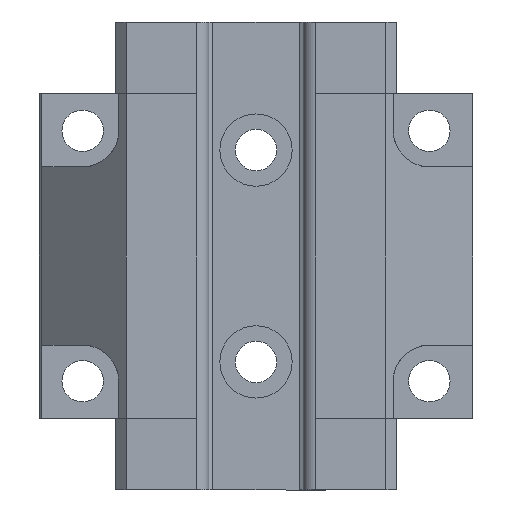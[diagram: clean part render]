
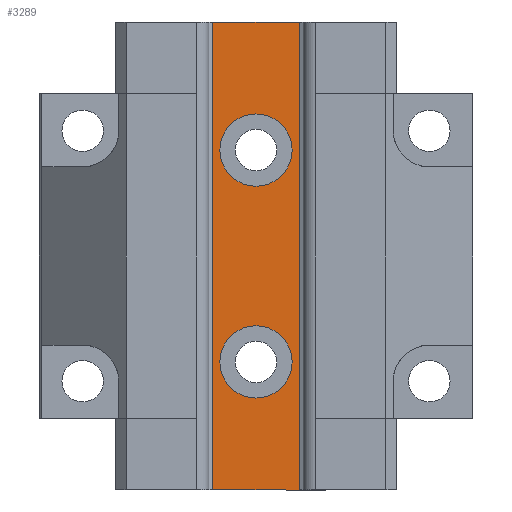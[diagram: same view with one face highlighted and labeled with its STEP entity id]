
A CAD part, front view. The second image highlights one B-rep face of the part: STEP entity #3289.
In plain terms, the highlighted planar face has unit normal (0, -1, 0).
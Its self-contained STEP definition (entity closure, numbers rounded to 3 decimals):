
#2920 = EDGE_CURVE ( 'NONE', #10251, #10252, #7403, .T. ) ;
#2937 = EDGE_CURVE ( 'NONE', #10256, #10251, #7425, .T. ) ;
#2939 = EDGE_CURVE ( 'NONE', #10252, #10253, #7440, .T. ) ;
#2940 = EDGE_CURVE ( 'NONE', #10253, #10256, #7433, .T. ) ;
#2942 = EDGE_CURVE ( 'NONE', #9660, #9660, #7447, .T. ) ;
#2943 = EDGE_CURVE ( 'NONE', #9662, #9662, #7449, .T. ) ;
#2993 = AXIS2_PLACEMENT_3D ( 'NONE', #6338, #6343, #6344 ) ;
#2995 = AXIS2_PLACEMENT_3D ( 'NONE', #6335, #6347, #6348 ) ;
#3094 = AXIS2_PLACEMENT_3D ( 'NONE', #6714, #6715, #6716 ) ;
#3289 = ADVANCED_FACE ( 'NONE', ( #7606, #7607, #7609 ), #6703, .F. ) ;
#3374 = ORIENTED_EDGE ( 'NONE', *, *, #2943, .F. ) ;
#3375 = ORIENTED_EDGE ( 'NONE', *, *, #2942, .F. ) ;
#3376 = ORIENTED_EDGE ( 'NONE', *, *, #2940, .F. ) ;
#3377 = ORIENTED_EDGE ( 'NONE', *, *, #2939, .F. ) ;
#3378 = ORIENTED_EDGE ( 'NONE', *, *, #2920, .F. ) ;
#3379 = ORIENTED_EDGE ( 'NONE', *, *, #2937, .F. ) ;
#6287 = CARTESIAN_POINT ( 'NONE',  ( 12.564, -13.35, 48.6 ) ) ;
#6294 = DIRECTION ( 'NONE',  ( 1., 0., 0. ) ) ;
#6331 = CARTESIAN_POINT ( 'NONE',  ( -12.564, -13.35, 58.32 ) ) ;
#6332 = DIRECTION ( 'NONE',  ( 0., 0., 1. ) ) ;
#6333 = CARTESIAN_POINT ( 'NONE',  ( 12.564, -13.35, -48.6 ) ) ;
#6335 = CARTESIAN_POINT ( 'NONE',  ( 0., -13.35, -22. ) ) ;
#6336 = CARTESIAN_POINT ( 'NONE',  ( 12.564, -13.35, 58.32 ) ) ;
#6337 = DIRECTION ( 'NONE',  ( 0., 0., -1. ) ) ;
#6338 = CARTESIAN_POINT ( 'NONE',  ( 0., -13.35, 22. ) ) ;
#6339 = DIRECTION ( 'NONE',  ( -1., 0., 0. ) ) ;
#6343 = DIRECTION ( 'NONE',  ( 0., -1., 0. ) ) ;
#6344 = DIRECTION ( 'NONE',  ( 0., 0., 1. ) ) ;
#6347 = DIRECTION ( 'NONE',  ( 0., -1., 0. ) ) ;
#6348 = DIRECTION ( 'NONE',  ( 0., 0., 1. ) ) ;
#6703 = PLANE ( 'NONE',  #3094 ) ;
#6714 = CARTESIAN_POINT ( 'NONE',  ( 12.564, -13.35, 58.32 ) ) ;
#6715 = DIRECTION ( 'NONE',  ( 0., 1., 0. ) ) ;
#6716 = DIRECTION ( 'NONE',  ( 0., 0., 1. ) ) ;
#7403 = LINE ( 'NONE', #6287, #7406 ) ;
#7406 = VECTOR ( 'NONE', #6294, 1000. ) ;
#7425 = LINE ( 'NONE', #6331, #7437 ) ;
#7433 = LINE ( 'NONE', #6333, #7442 ) ;
#7437 = VECTOR ( 'NONE', #6332, 1000. ) ;
#7440 = LINE ( 'NONE', #6336, #7441 ) ;
#7441 = VECTOR ( 'NONE', #6337, 1000. ) ;
#7442 = VECTOR ( 'NONE', #6339, 1000. ) ;
#7447 = CIRCLE ( 'NONE', #2993, 7.5 ) ;
#7449 = CIRCLE ( 'NONE', #2995, 7.5 ) ;
#7606 = FACE_BOUND ( 'NONE', #9708, .T. ) ;
#7607 = FACE_BOUND ( 'NONE', #9700, .T. ) ;
#7609 = FACE_OUTER_BOUND ( 'NONE', #9694, .T. ) ;
#8216 = CARTESIAN_POINT ( 'NONE',  ( -12.564, -13.35, 48.6 ) ) ;
#8217 = CARTESIAN_POINT ( 'NONE',  ( 12.564, -13.35, 48.6 ) ) ;
#8218 = CARTESIAN_POINT ( 'NONE',  ( 12.564, -13.35, -48.6 ) ) ;
#8219 = CARTESIAN_POINT ( 'NONE',  ( -12.564, -13.35, -48.6 ) ) ;
#9660 = VERTEX_POINT ( 'NONE', #9661 ) ;
#9661 = CARTESIAN_POINT ( 'NONE',  ( 0., -13.35, 29.5 ) ) ;
#9662 = VERTEX_POINT ( 'NONE', #9663 ) ;
#9663 = CARTESIAN_POINT ( 'NONE',  ( 0., -13.35, -14.5 ) ) ;
#9694 = EDGE_LOOP ( 'NONE', ( #3376, #3377, #3378, #3379 ) ) ;
#9700 = EDGE_LOOP ( 'NONE', ( #3375 ) ) ;
#9708 = EDGE_LOOP ( 'NONE', ( #3374 ) ) ;
#10251 = VERTEX_POINT ( 'NONE', #8216 ) ;
#10252 = VERTEX_POINT ( 'NONE', #8217 ) ;
#10253 = VERTEX_POINT ( 'NONE', #8218 ) ;
#10256 = VERTEX_POINT ( 'NONE', #8219 ) ;
